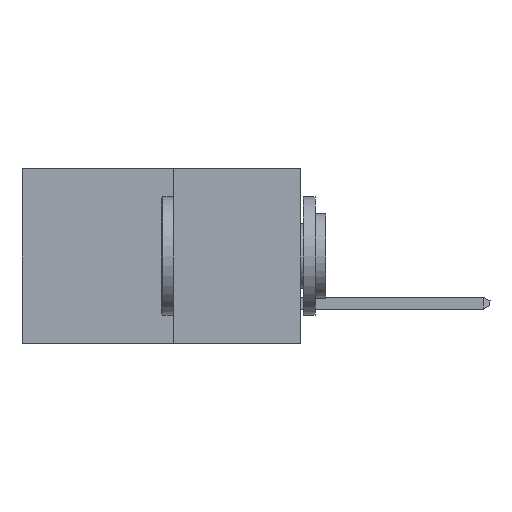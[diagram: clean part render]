
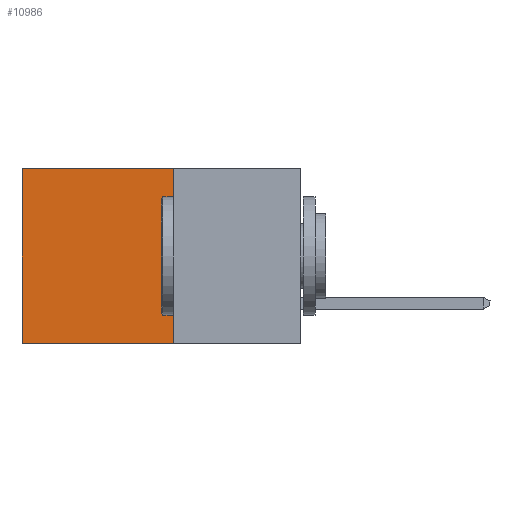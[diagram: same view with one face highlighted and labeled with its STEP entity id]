
A CAD part, left-side view. The second image highlights one B-rep face of the part: STEP entity #10986.
In plain terms, the highlighted planar face has unit normal (-1, 0, 0).
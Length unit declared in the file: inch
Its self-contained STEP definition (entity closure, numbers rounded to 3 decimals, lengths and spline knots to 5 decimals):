
#222 = CARTESIAN_POINT ( 'NONE',  ( 0.277, 0.59, 0. ) ) ;
#613 = CARTESIAN_POINT ( 'NONE',  ( 0.277, 0.27, -0.37 ) ) ;
#1390 = VECTOR ( 'NONE', #9590, 39.37008 ) ;
#1745 = DIRECTION ( 'NONE',  ( 0., 0., -1. ) ) ;
#1772 = VECTOR ( 'NONE', #1745, 39.37008 ) ;
#1804 = CARTESIAN_POINT ( 'NONE',  ( 0.277, 0.27, -0.37 ) ) ;
#1921 = DIRECTION ( 'NONE',  ( 0., 0., -1. ) ) ;
#2202 = AXIS2_PLACEMENT_3D ( 'NONE', #613, #9406, #1921 ) ;
#2386 = EDGE_LOOP ( 'NONE', ( #7191, #11206, #5064, #11564 ) ) ;
#2593 = VERTEX_POINT ( 'NONE', #11868 ) ;
#2735 = VECTOR ( 'NONE', #4101, 39.37008 ) ;
#4101 = DIRECTION ( 'NONE',  ( 0., 1., 0. ) ) ;
#4356 = CARTESIAN_POINT ( 'NONE',  ( 0.277, 0.59, -0.37 ) ) ;
#4363 = VECTOR ( 'NONE', #9598, 39.37008 ) ;
#4817 = EDGE_CURVE ( 'NONE', #2593, #9809, #10907, .T. ) ;
#5064 = ORIENTED_EDGE ( 'NONE', *, *, #7544, .F. ) ;
#5488 = LINE ( 'NONE', #1804, #1772 ) ;
#6043 = FACE_OUTER_BOUND ( 'NONE', #2386, .T. ) ;
#6733 = EDGE_CURVE ( 'NONE', #9078, #9809, #10903, .T. ) ;
#6875 = PLANE ( 'NONE',  #2202 ) ;
#7191 = ORIENTED_EDGE ( 'NONE', *, *, #6733, .T. ) ;
#7544 = EDGE_CURVE ( 'NONE', #8172, #2593, #5488, .T. ) ;
#8172 = VERTEX_POINT ( 'NONE', #13064 ) ;
#9078 = VERTEX_POINT ( 'NONE', #222 ) ;
#9378 = LINE ( 'NONE', #12553, #2735 ) ;
#9406 = DIRECTION ( 'NONE',  ( 1., 0., 0. ) ) ;
#9590 = DIRECTION ( 'NONE',  ( 0., 0., -1. ) ) ;
#9598 = DIRECTION ( 'NONE',  ( 0., 1., 0. ) ) ;
#9604 = CARTESIAN_POINT ( 'NONE',  ( 0.277, 0.59, -0.37 ) ) ;
#9807 = CARTESIAN_POINT ( 'NONE',  ( 0.277, 0.27, -0.37 ) ) ;
#9809 = VERTEX_POINT ( 'NONE', #4356 ) ;
#10903 = LINE ( 'NONE', #9604, #1390 ) ;
#10907 = LINE ( 'NONE', #9807, #4363 ) ;
#10986 = ADVANCED_FACE ( 'NONE', ( #6043 ), #6875, .F. ) ;
#11206 = ORIENTED_EDGE ( 'NONE', *, *, #4817, .F. ) ;
#11564 = ORIENTED_EDGE ( 'NONE', *, *, #14249, .T. ) ;
#11868 = CARTESIAN_POINT ( 'NONE',  ( 0.277, 0.27, -0.37 ) ) ;
#12553 = CARTESIAN_POINT ( 'NONE',  ( 0.277, 0.27, 0. ) ) ;
#13064 = CARTESIAN_POINT ( 'NONE',  ( 0.277, 0.27, 0. ) ) ;
#14249 = EDGE_CURVE ( 'NONE', #8172, #9078, #9378, .T. ) ;
